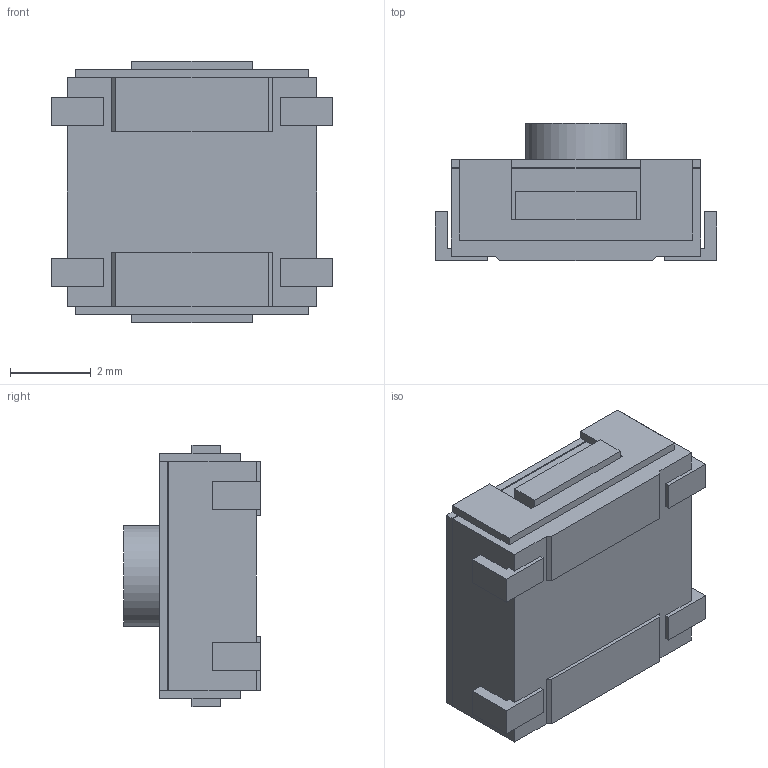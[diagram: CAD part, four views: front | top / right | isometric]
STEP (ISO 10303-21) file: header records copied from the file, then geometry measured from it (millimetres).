
FILE_DESCRIPTION(/* description */ (''),/* implementation_level */ '2;1');
FILE_NAME(/* name */ 'omron tact color.step',/* time_stamp */ '2018-05-27T20:19:14-05:00',/* author */ (''),/* organization */ (''),/* preprocessor_version */ 'ST-DEVELOPER v17',/* originating_system */ 'Autodesk Translation Framework v7.1.0.215',/* authorisation */ '');
FILE_SCHEMA (('AUTOMOTIVE_DESIGN { 1 0 10303 214 3 1 1 }'));
Length unit declared in the file: millimetre
Products named in the file (1): B3SL_100[]P
Bounding box: 7 x 3.4 x 6.5 mm (x, y, z)
Volume: 95.9 mm3; surface area: 168.7 mm2
Topology: 1 solids, 1 shells, 94 faces, 273 edges, 176 vertices
Faces by surface type: plane 93, cylinder 1
Full cylindrical faces by diameter (mm): 2.5 x1
Entity records: 3127 total; most frequent: ORIENTED_EDGE 546, CARTESIAN_POINT 544, DIRECTION 467, EDGE_CURVE 273, LINE 269, VECTOR 269, VERTEX_POINT 176, AXIS2_PLACEMENT_3D 99
